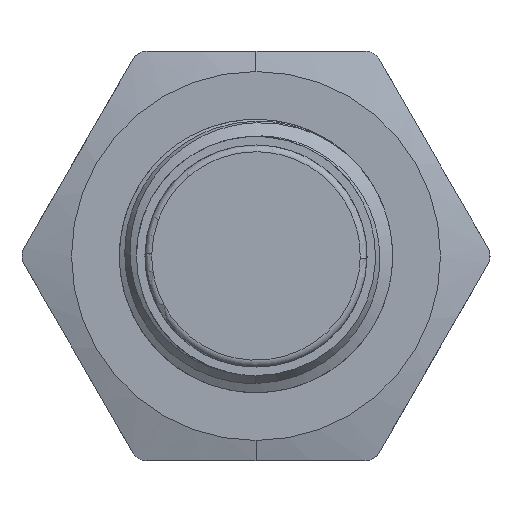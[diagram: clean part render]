
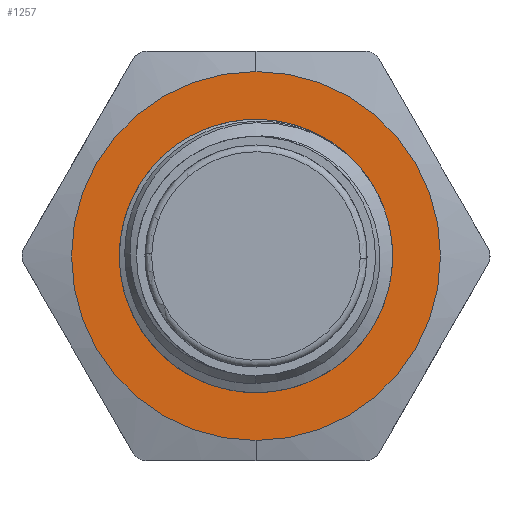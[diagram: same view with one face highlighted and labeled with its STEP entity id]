
A CAD part, front view. The second image highlights one B-rep face of the part: STEP entity #1257.
In plain terms, the highlighted planar face has unit normal (0, -1, 0).
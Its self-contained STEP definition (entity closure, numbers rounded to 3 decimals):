
#203=FACE_BOUND('',#2880,.T.);
#204=FACE_BOUND('',#2881,.T.);
#346=CIRCLE('',#12588,5.4);
#347=CIRCLE('',#12590,3.5);
#348=CIRCLE('',#12592,3.5);
#349=CIRCLE('',#12593,5.4);
#651=PLANE('',#12594);
#1257=ADVANCED_FACE('',(#203,#204),#651,.T.);
#2880=EDGE_LOOP('',(#5083,#5084));
#2881=EDGE_LOOP('',(#5085,#5086));
#5083=ORIENTED_EDGE('',*,*,#9468,.T.);
#5084=ORIENTED_EDGE('',*,*,#9467,.T.);
#5085=ORIENTED_EDGE('',*,*,#9463,.T.);
#5086=ORIENTED_EDGE('',*,*,#9469,.T.);
#8018=VERTEX_POINT('',#18550);
#8019=VERTEX_POINT('',#18552);
#8020=VERTEX_POINT('',#18556);
#8021=VERTEX_POINT('',#18558);
#9463=EDGE_CURVE('',#8019,#8018,#346,.T.);
#9467=EDGE_CURVE('',#8020,#8021,#347,.T.);
#9468=EDGE_CURVE('',#8021,#8020,#348,.T.);
#9469=EDGE_CURVE('',#8018,#8019,#349,.T.);
#12588=AXIS2_PLACEMENT_3D('',#18551,#14114,#14115);
#12590=AXIS2_PLACEMENT_3D('',#18559,#14121,#14122);
#12592=AXIS2_PLACEMENT_3D('',#18561,#14125,#14126);
#12593=AXIS2_PLACEMENT_3D('',#18562,#14127,#14128);
#12594=AXIS2_PLACEMENT_3D('',#18563,#14129,#14130);
#14114=DIRECTION('',(0.,-1.,0.));
#14115=DIRECTION('',(0.,0.,-1.));
#14121=DIRECTION('',(0.,1.,0.));
#14122=DIRECTION('',(0.,0.,1.));
#14125=DIRECTION('',(0.,1.,0.));
#14126=DIRECTION('',(0.,0.,1.));
#14127=DIRECTION('',(0.,-1.,0.));
#14128=DIRECTION('',(0.,0.,-1.));
#14129=DIRECTION('',(0.,-1.,0.));
#14130=DIRECTION('',(-1.,0.,0.));
#18550=CARTESIAN_POINT('',(0.,5.,5.4));
#18551=CARTESIAN_POINT('',(0.,5.,0.));
#18552=CARTESIAN_POINT('',(0.,5.,-5.4));
#18556=CARTESIAN_POINT('',(0.,5.,-3.5));
#18558=CARTESIAN_POINT('',(0.,5.,3.5));
#18559=CARTESIAN_POINT('',(0.,5.,0.));
#18561=CARTESIAN_POINT('',(0.,5.,0.));
#18562=CARTESIAN_POINT('',(0.,5.,0.));
#18563=CARTESIAN_POINT('',(0.,5.,0.));
